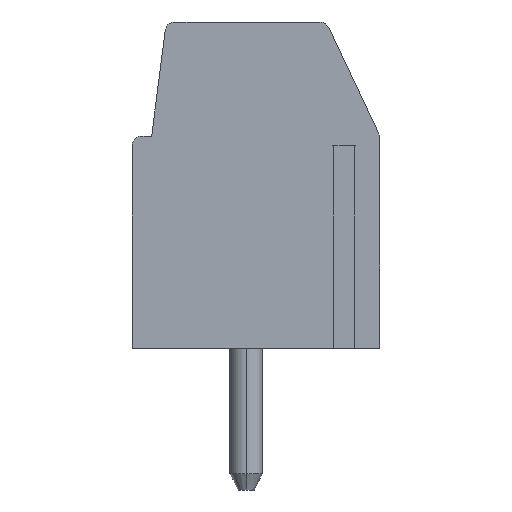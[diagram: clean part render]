
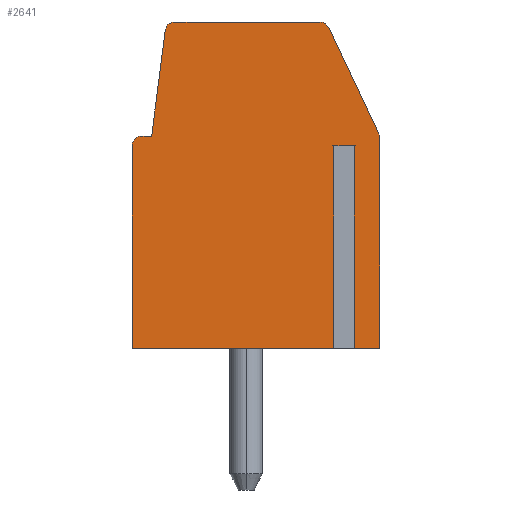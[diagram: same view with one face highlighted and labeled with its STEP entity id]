
A CAD part, left-side view. The second image highlights one B-rep face of the part: STEP entity #2641.
In plain terms, the highlighted planar face has unit normal (-1, 0, 0).
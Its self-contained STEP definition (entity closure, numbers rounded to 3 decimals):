
#2 = EDGE_CURVE ( 'NONE', #1562, #3675, #1017, .T. ) ;
#17 = DIRECTION ( 'NONE',  ( 0., -0.128, 0.992 ) ) ;
#29 = CARTESIAN_POINT ( 'NONE',  ( 0., 1.99, 9.7 ) ) ;
#67 = DIRECTION ( 'NONE',  ( 0., 0., -1. ) ) ;
#140 = CARTESIAN_POINT ( 'NONE',  ( 0., 6.436, 9.7 ) ) ;
#148 = EDGE_CURVE ( 'NONE', #456, #3390, #1937, .T. ) ;
#173 = VERTEX_POINT ( 'NONE', #585 ) ;
#177 = DIRECTION ( 'NONE',  ( 0., 0., 1. ) ) ;
#196 = EDGE_CURVE ( 'NONE', #173, #1789, #3908, .T. ) ;
#212 = ORIENTED_EDGE ( 'NONE', *, *, #907, .F. ) ;
#236 = CARTESIAN_POINT ( 'NONE',  ( 0., 6.436, 10. ) ) ;
#237 = ORIENTED_EDGE ( 'NONE', *, *, #2780, .T. ) ;
#250 = EDGE_CURVE ( 'NONE', #4073, #2797, #2179, .T. ) ;
#335 = ORIENTED_EDGE ( 'NONE', *, *, #353, .T. ) ;
#353 = EDGE_CURVE ( 'NONE', #456, #3675, #4129, .T. ) ;
#354 = DIRECTION ( 'NONE',  ( -1., 0., 0. ) ) ;
#450 = LINE ( 'NONE', #4141, #3137 ) ;
#456 = VERTEX_POINT ( 'NONE', #236 ) ;
#529 = FACE_OUTER_BOUND ( 'NONE', #3554, .T. ) ;
#565 = EDGE_CURVE ( 'NONE', #1315, #3797, #3664, .T. ) ;
#567 = VECTOR ( 'NONE', #17, 1000. ) ;
#582 = AXIS2_PLACEMENT_3D ( 'NONE', #140, #1144, #3113 ) ;
#585 = CARTESIAN_POINT ( 'NONE',  ( 0., 7.45, 6.5 ) ) ;
#620 = DIRECTION ( 'NONE',  ( 1., 0., 0. ) ) ;
#647 = EDGE_CURVE ( 'NONE', #1124, #1789, #450, .T. ) ;
#723 = LINE ( 'NONE', #1671, #2965 ) ;
#772 = CARTESIAN_POINT ( 'NONE',  ( 0., 1.56, 0. ) ) ;
#781 = EDGE_CURVE ( 'NONE', #2448, #1124, #1887, .T. ) ;
#785 = CARTESIAN_POINT ( 'NONE',  ( 0., 1.56, 6.2 ) ) ;
#823 = VECTOR ( 'NONE', #3751, 1000. ) ;
#847 = CARTESIAN_POINT ( 'NONE',  ( 0., 4.9, 3.275 ) ) ;
#907 = EDGE_CURVE ( 'NONE', #2145, #1251, #2821, .T. ) ;
#918 = VECTOR ( 'NONE', #1565, 1000. ) ;
#970 = CARTESIAN_POINT ( 'NONE',  ( 0., 0., 0. ) ) ;
#1017 = LINE ( 'NONE', #2350, #567 ) ;
#1061 = CARTESIAN_POINT ( 'NONE',  ( 0., 0.15, 0. ) ) ;
#1124 = VERTEX_POINT ( 'NONE', #3790 ) ;
#1137 = CARTESIAN_POINT ( 'NONE',  ( 0., 0.94, 6.2 ) ) ;
#1144 = DIRECTION ( 'NONE',  ( -1., 0., 0. ) ) ;
#1251 = VERTEX_POINT ( 'NONE', #1994 ) ;
#1315 = VERTEX_POINT ( 'NONE', #1061 ) ;
#1317 = EDGE_CURVE ( 'NONE', #4305, #2797, #2083, .T. ) ;
#1349 = DIRECTION ( 'NONE',  ( 0., 0., -1. ) ) ;
#1384 = ORIENTED_EDGE ( 'NONE', *, *, #2, .F. ) ;
#1394 = CARTESIAN_POINT ( 'NONE',  ( 0., 0.198, 6.601 ) ) ;
#1497 = ORIENTED_EDGE ( 'NONE', *, *, #565, .F. ) ;
#1562 = VERTEX_POINT ( 'NONE', #2941 ) ;
#1565 = DIRECTION ( 'NONE',  ( 0., -1., 0. ) ) ;
#1612 = DIRECTION ( 'NONE',  ( 0., 0., -1. ) ) ;
#1653 = VECTOR ( 'NONE', #1780, 1000. ) ;
#1657 = ORIENTED_EDGE ( 'NONE', *, *, #250, .T. ) ;
#1671 = CARTESIAN_POINT ( 'NONE',  ( 0., 0.94, 6.2 ) ) ;
#1728 = DIRECTION ( 'NONE',  ( 0., 0., -1. ) ) ;
#1734 = CARTESIAN_POINT ( 'NONE',  ( 0., 0.94, 0. ) ) ;
#1780 = DIRECTION ( 'NONE',  ( 0., -1., 0. ) ) ;
#1789 = VERTEX_POINT ( 'NONE', #2693 ) ;
#1821 = VECTOR ( 'NONE', #3380, 1000. ) ;
#1878 = ORIENTED_EDGE ( 'NONE', *, *, #3253, .T. ) ;
#1887 = LINE ( 'NONE', #970, #3771 ) ;
#1894 = AXIS2_PLACEMENT_3D ( 'NONE', #2629, #3935, #2306 ) ;
#1898 = AXIS2_PLACEMENT_3D ( 'NONE', #4239, #2909, #4188 ) ;
#1908 = EDGE_CURVE ( 'NONE', #4073, #1315, #2240, .T. ) ;
#1937 = LINE ( 'NONE', #2888, #918 ) ;
#1976 = VECTOR ( 'NONE', #67, 1000. ) ;
#1994 = CARTESIAN_POINT ( 'NONE',  ( 0., 1.56, 6.2 ) ) ;
#2053 = ORIENTED_EDGE ( 'NONE', *, *, #781, .F. ) ;
#2083 = LINE ( 'NONE', #2403, #4208 ) ;
#2145 = VERTEX_POINT ( 'NONE', #3778 ) ;
#2179 = CIRCLE ( 'NONE', #1894, 0.5 ) ;
#2240 = LINE ( 'NONE', #2346, #1976 ) ;
#2306 = DIRECTION ( 'NONE',  ( 0., 0., -1. ) ) ;
#2346 = CARTESIAN_POINT ( 'NONE',  ( 0., 0.15, 6.7 ) ) ;
#2350 = CARTESIAN_POINT ( 'NONE',  ( 0., 7.15, 6.5 ) ) ;
#2403 = CARTESIAN_POINT ( 'NONE',  ( 0., 1.8, 10. ) ) ;
#2427 = CARTESIAN_POINT ( 'NONE',  ( 0., 1.719, 9.828 ) ) ;
#2448 = VERTEX_POINT ( 'NONE', #772 ) ;
#2452 = PLANE ( 'NONE',  #4315 ) ;
#2456 = VECTOR ( 'NONE', #3823, 1000. ) ;
#2543 = ORIENTED_EDGE ( 'NONE', *, *, #4298, .F. ) ;
#2629 = CARTESIAN_POINT ( 'NONE',  ( 0., 0.65, 6.388 ) ) ;
#2641 = ADVANCED_FACE ( 'NONE', ( #529 ), #2452, .F. ) ;
#2644 = ORIENTED_EDGE ( 'NONE', *, *, #3834, .F. ) ;
#2693 = CARTESIAN_POINT ( 'NONE',  ( 0., 7.75, 6.2 ) ) ;
#2710 = CARTESIAN_POINT ( 'NONE',  ( 0., 6.734, 9.738 ) ) ;
#2780 = EDGE_CURVE ( 'NONE', #2145, #3797, #723, .T. ) ;
#2797 = VERTEX_POINT ( 'NONE', #1394 ) ;
#2821 = LINE ( 'NONE', #1137, #2456 ) ;
#2888 = CARTESIAN_POINT ( 'NONE',  ( 0., 6.65, 10. ) ) ;
#2909 = DIRECTION ( 'NONE',  ( -1., 0., 0. ) ) ;
#2941 = CARTESIAN_POINT ( 'NONE',  ( 0., 7.15, 6.5 ) ) ;
#2965 = VECTOR ( 'NONE', #1349, 1000. ) ;
#3113 = DIRECTION ( 'NONE',  ( 0., 0., -1. ) ) ;
#3137 = VECTOR ( 'NONE', #177, 1000. ) ;
#3253 = EDGE_CURVE ( 'NONE', #4305, #3390, #3940, .T. ) ;
#3380 = DIRECTION ( 'NONE',  ( 0., 1., 0. ) ) ;
#3390 = VERTEX_POINT ( 'NONE', #3521 ) ;
#3402 = CARTESIAN_POINT ( 'NONE',  ( 0., 7.75, 6.5 ) ) ;
#3403 = CARTESIAN_POINT ( 'NONE',  ( 0., 0., 0. ) ) ;
#3410 = ORIENTED_EDGE ( 'NONE', *, *, #196, .T. ) ;
#3420 = ORIENTED_EDGE ( 'NONE', *, *, #148, .F. ) ;
#3521 = CARTESIAN_POINT ( 'NONE',  ( 0., 1.99, 10. ) ) ;
#3554 = EDGE_LOOP ( 'NONE', ( #212, #237, #1497, #3783, #1657, #4127, #1878, #3420, #335, #1384, #2644, #3410, #4039, #2053, #2543 ) ) ;
#3664 = LINE ( 'NONE', #3403, #1821 ) ;
#3675 = VERTEX_POINT ( 'NONE', #2710 ) ;
#3728 = DIRECTION ( 'NONE',  ( 0., -0.426, -0.905 ) ) ;
#3751 = DIRECTION ( 'NONE',  ( 0., 0., -1. ) ) ;
#3768 = LINE ( 'NONE', #785, #823 ) ;
#3771 = VECTOR ( 'NONE', #3941, 1000. ) ;
#3778 = CARTESIAN_POINT ( 'NONE',  ( 0., 0.94, 6.2 ) ) ;
#3783 = ORIENTED_EDGE ( 'NONE', *, *, #1908, .F. ) ;
#3790 = CARTESIAN_POINT ( 'NONE',  ( 0., 7.75, 0. ) ) ;
#3797 = VERTEX_POINT ( 'NONE', #1734 ) ;
#3804 = LINE ( 'NONE', #3402, #1653 ) ;
#3823 = DIRECTION ( 'NONE',  ( 0., 1., 0. ) ) ;
#3834 = EDGE_CURVE ( 'NONE', #173, #1562, #3804, .T. ) ;
#3864 = AXIS2_PLACEMENT_3D ( 'NONE', #29, #354, #1728 ) ;
#3908 = CIRCLE ( 'NONE', #1898, 0.3 ) ;
#3935 = DIRECTION ( 'NONE',  ( -1., 0., 0. ) ) ;
#3940 = CIRCLE ( 'NONE', #3864, 0.3 ) ;
#3941 = DIRECTION ( 'NONE',  ( 0., 1., 0. ) ) ;
#4039 = ORIENTED_EDGE ( 'NONE', *, *, #647, .F. ) ;
#4073 = VERTEX_POINT ( 'NONE', #4270 ) ;
#4127 = ORIENTED_EDGE ( 'NONE', *, *, #1317, .F. ) ;
#4129 = CIRCLE ( 'NONE', #582, 0.3 ) ;
#4141 = CARTESIAN_POINT ( 'NONE',  ( 0., 7.75, 0. ) ) ;
#4188 = DIRECTION ( 'NONE',  ( 0., 0., -1. ) ) ;
#4208 = VECTOR ( 'NONE', #3728, 1000. ) ;
#4239 = CARTESIAN_POINT ( 'NONE',  ( 0., 7.45, 6.2 ) ) ;
#4270 = CARTESIAN_POINT ( 'NONE',  ( 0., 0.15, 6.388 ) ) ;
#4298 = EDGE_CURVE ( 'NONE', #1251, #2448, #3768, .T. ) ;
#4305 = VERTEX_POINT ( 'NONE', #2427 ) ;
#4315 = AXIS2_PLACEMENT_3D ( 'NONE', #847, #620, #1612 ) ;
